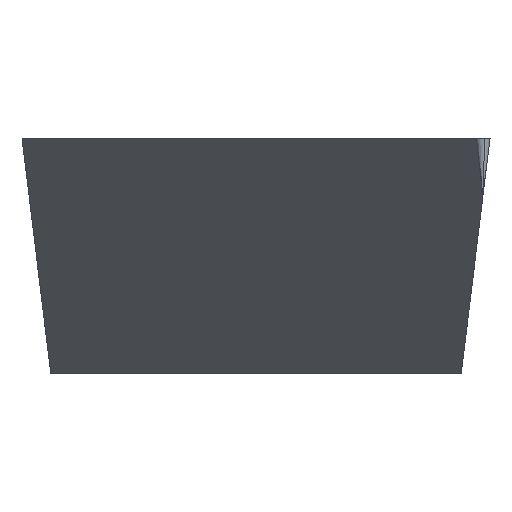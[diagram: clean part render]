
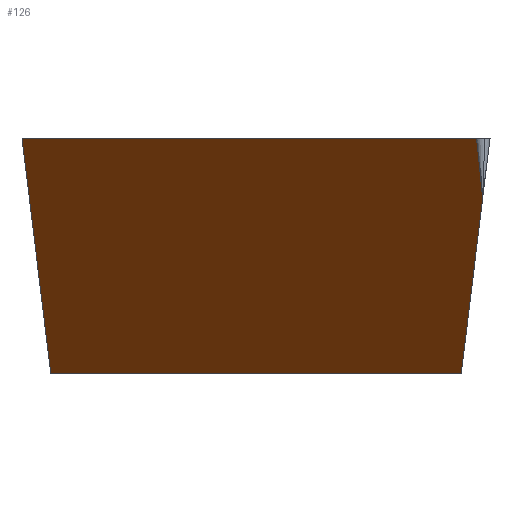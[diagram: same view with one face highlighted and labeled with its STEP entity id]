
A CAD part, left-side view. The second image highlights one B-rep face of the part: STEP entity #126.
In plain terms, the highlighted planar face has unit normal (-0.569, 0.813, -0.122).
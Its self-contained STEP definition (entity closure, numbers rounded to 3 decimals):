
#112=PLANE('',#423);
#126=ADVANCED_FACE('',(#139),#112,.T.);
#139=FACE_OUTER_BOUND('',#151,.T.);
#151=EDGE_LOOP('',(#183,#184,#185,#186,#187));
#183=ORIENTED_EDGE('',*,*,#244,.T.);
#184=ORIENTED_EDGE('',*,*,#250,.F.);
#185=ORIENTED_EDGE('',*,*,#251,.F.);
#186=ORIENTED_EDGE('',*,*,#252,.F.);
#187=ORIENTED_EDGE('',*,*,#249,.T.);
#224=VERTEX_POINT('',#546);
#225=VERTEX_POINT('',#548);
#227=VERTEX_POINT('',#554);
#228=VERTEX_POINT('',#560);
#229=VERTEX_POINT('',#562);
#244=EDGE_CURVE('',#225,#224,#315,.T.);
#249=EDGE_CURVE('',#227,#225,#318,.T.);
#250=EDGE_CURVE('',#228,#224,#319,.T.);
#251=EDGE_CURVE('',#229,#228,#320,.T.);
#252=EDGE_CURVE('',#227,#229,#321,.T.);
#315=LINE('',#547,#339);
#318=LINE('',#557,#342);
#319=LINE('',#559,#343);
#320=LINE('',#561,#344);
#321=LINE('',#563,#345);
#339=VECTOR('',#471,1.);
#342=VECTOR('',#482,1.);
#343=VECTOR('',#485,1.);
#344=VECTOR('',#486,1.);
#345=VECTOR('',#487,1.);
#423=AXIS2_PLACEMENT_3D('',#564,#488,#489);
#471=DIRECTION('',(0.819,0.574,0.));
#482=DIRECTION('',(-0.07,0.1,0.993));
#485=DIRECTION('',(-0.038,0.122,0.992));
#486=DIRECTION('',(0.819,0.574,0.));
#487=DIRECTION('',(0.361,0.114,-0.926));
#488=DIRECTION('',(-0.569,0.813,-0.122));
#489=DIRECTION('',(0.209,0.,-0.978));
#546=CARTESIAN_POINT('',(-1.001,3.175,0.));
#547=CARTESIAN_POINT('',(-9.81,-2.993,0.));
#548=CARTESIAN_POINT('',(-9.81,-2.993,0.));
#554=CARTESIAN_POINT('',(-9.753,-3.075,-0.814));
#557=CARTESIAN_POINT('',(-9.753,-3.075,-0.814));
#559=CARTESIAN_POINT('',(-0.878,2.785,-3.18));
#560=CARTESIAN_POINT('',(-0.878,2.785,-3.18));
#561=CARTESIAN_POINT('',(-8.831,-2.785,-3.18));
#562=CARTESIAN_POINT('',(-8.831,-2.785,-3.18));
#563=CARTESIAN_POINT('',(-9.753,-3.075,-0.814));
#564=CARTESIAN_POINT('',(-2.045,2.444,0.));
